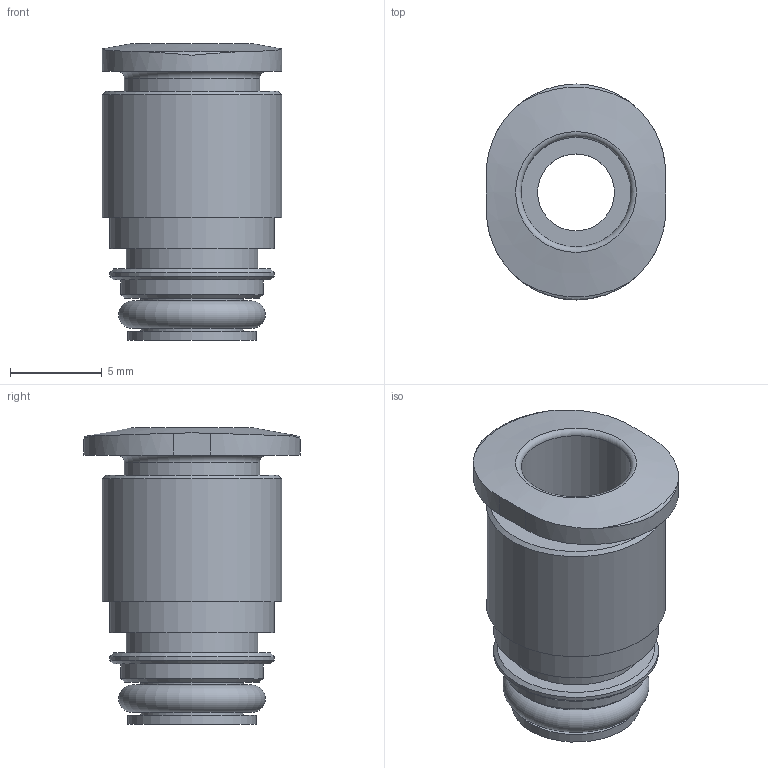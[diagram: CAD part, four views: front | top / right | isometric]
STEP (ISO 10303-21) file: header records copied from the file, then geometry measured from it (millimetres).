
FILE_DESCRIPTION(/* description */ ('STEP AP214'),/* implementation_level */ '2;1');
FILE_NAME(/* name */ '172973_QSP10-6',/* time_stamp */ '2024-09-14T14:21:27+02:00',/* author */ ('License CC BY-ND 4.0'),/* organization */ ('CADENAS'),/* preprocessor_version */ 'ST-DEVELOPER v19.3',/* originating_system */ 'PARTsolutions',/* authorisation */ ' ');
FILE_SCHEMA (('AUTOMOTIVE_DESIGN {1 0 10303 214 3 1 1}'));
Length unit declared in the file: millimetre
Products named in the file (1): 172973 QSP10-6
Bounding box: 9.8 x 11.8 x 16.2 mm (x, y, z)
Volume: 632 mm3; surface area: 1049.5 mm2
Topology: 1 solids, 1 shells, 35 faces, 69 edges, 44 vertices
Faces by surface type: cylinder 13, plane 12, cone 5, torus 5
Full cylindrical faces by diameter (mm): 4.2 x1, 5.6 x2, 6 x1, 7 x1, 7.2 x1, 7.4 x1, 7.8 x1, 9 x2, 9.8 x1
Entity records: 1078 total; most frequent: CARTESIAN_POINT 156, DIRECTION 142, ORIENTED_EDGE 96, AXIS2_PLACEMENT_3D 68, EDGE_LOOP 64, FACE_BOUND 64, EDGE_CURVE 48, VERTEX_POINT 42
